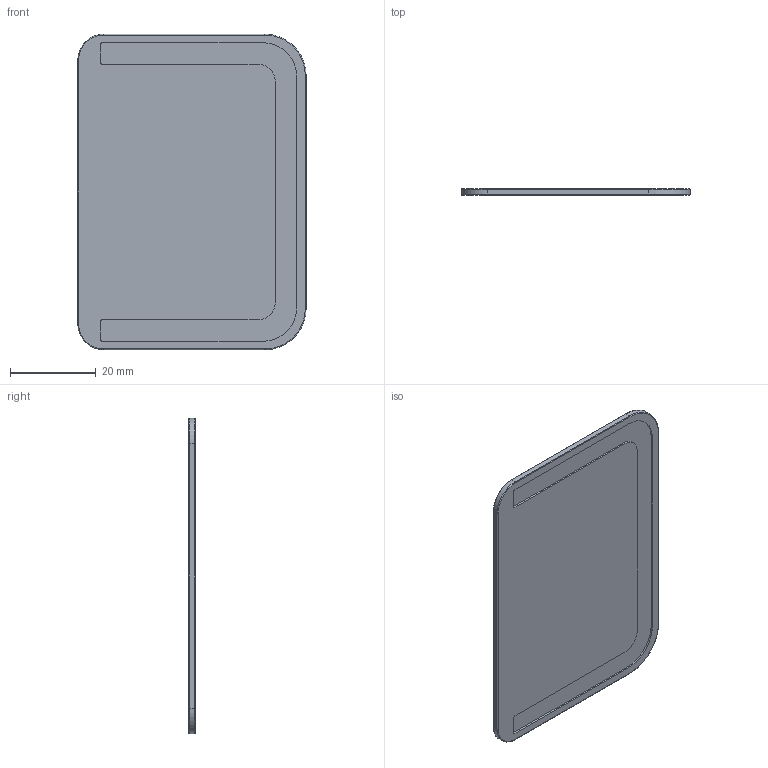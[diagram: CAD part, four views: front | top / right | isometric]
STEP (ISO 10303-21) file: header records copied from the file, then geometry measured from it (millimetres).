
FILE_DESCRIPTION (( 'STEP AP214' ), '1' );
FILE_NAME ('Top Lid.STEP', '2024-10-12T06:39:00', ( '' ), ( '' ), 'SwSTEP 2.0', 'SolidWorks 2024', '' );
FILE_SCHEMA (( 'AUTOMOTIVE_DESIGN' ));
Length unit declared in the file: millimetre
Products named in the file (1): Top Lid
Bounding box: 53.13 x 1.5 x 73.45 mm (x, y, z)
Volume: 5473.1 mm3; surface area: 8133.5 mm2
Topology: 1 solids, 1 shells, 43 faces, 104 edges, 64 vertices
Faces by surface type: cylinder 20, plane 15, torus 8
Entity records: 1754 total; most frequent: DIRECTION 240, CARTESIAN_POINT 212, ORIENTED_EDGE 208, EDGE_CURVE 104, AXIS2_PLACEMENT_3D 92, VERTEX_POINT 64, VECTOR 56, LINE 56
